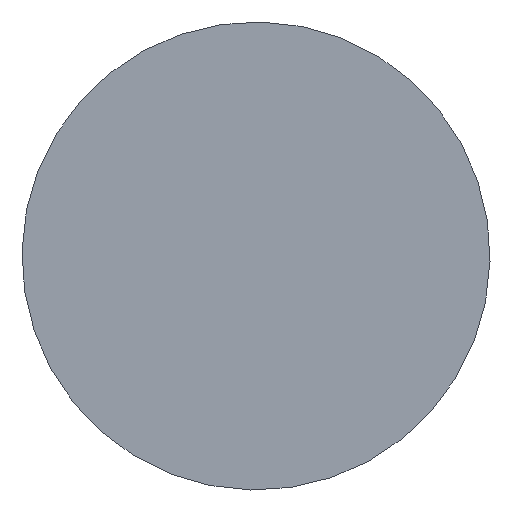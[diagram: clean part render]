
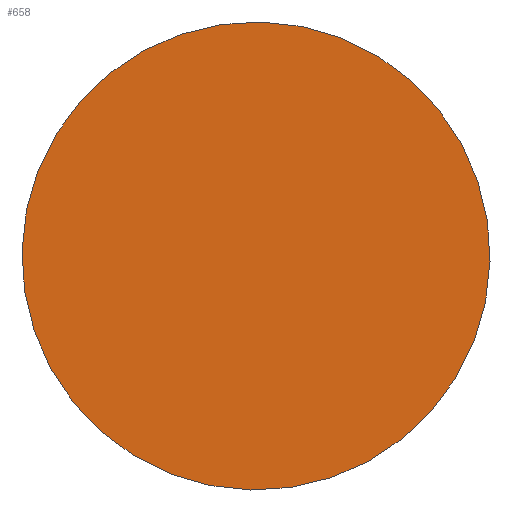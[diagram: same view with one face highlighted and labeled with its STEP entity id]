
A CAD part, front view. The second image highlights one B-rep face of the part: STEP entity #658.
In plain terms, the highlighted planar face has unit normal (0, -1, 0).
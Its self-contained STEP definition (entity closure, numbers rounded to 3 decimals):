
#342 = DIRECTION ( 'NONE',  ( 0., -1., 0. ) ) ;
#658 = ADVANCED_FACE ( 'NONE', ( #3298 ), #3295, .F. ) ;
#770 = AXIS2_PLACEMENT_3D ( 'NONE', #10320, #342, #5872 ) ;
#833 = EDGE_CURVE ( 'NONE', #4292, #11307, #7267, .T. ) ;
#3295 = PLANE ( 'NONE',  #4403 ) ;
#3298 = FACE_OUTER_BOUND ( 'NONE', #8665, .T. ) ;
#3632 = EDGE_CURVE ( 'NONE', #11307, #4292, #9504, .T. ) ;
#4007 = ORIENTED_EDGE ( 'NONE', *, *, #833, .T. ) ;
#4292 = VERTEX_POINT ( 'NONE', #7433 ) ;
#4403 = AXIS2_PLACEMENT_3D ( 'NONE', #9679, #11478, #6911 ) ;
#5616 = CARTESIAN_POINT ( 'NONE',  ( 1601.043, 1931.96, 3015.753 ) ) ;
#5872 = DIRECTION ( 'NONE',  ( 0., 0., 1. ) ) ;
#6386 = DIRECTION ( 'NONE',  ( 0., 0., 1. ) ) ;
#6911 = DIRECTION ( 'NONE',  ( 0., 0., 1. ) ) ;
#7109 = ORIENTED_EDGE ( 'NONE', *, *, #3632, .T. ) ;
#7267 = CIRCLE ( 'NONE', #10425, 36. ) ;
#7433 = CARTESIAN_POINT ( 'NONE',  ( 1632.636, 1931.96, 3033.012 ) ) ;
#7963 = CARTESIAN_POINT ( 'NONE',  ( 1569.45, 1931.96, 2998.493 ) ) ;
#8665 = EDGE_LOOP ( 'NONE', ( #4007, #7109 ) ) ;
#9194 = DIRECTION ( 'NONE',  ( 0., -1., 0. ) ) ;
#9504 = CIRCLE ( 'NONE', #770, 36. ) ;
#9679 = CARTESIAN_POINT ( 'NONE',  ( 1601.043, 1931.96, 3015.753 ) ) ;
#10320 = CARTESIAN_POINT ( 'NONE',  ( 1601.043, 1931.96, 3015.753 ) ) ;
#10425 = AXIS2_PLACEMENT_3D ( 'NONE', #5616, #9194, #6386 ) ;
#11307 = VERTEX_POINT ( 'NONE', #7963 ) ;
#11478 = DIRECTION ( 'NONE',  ( 0., 1., 0. ) ) ;
